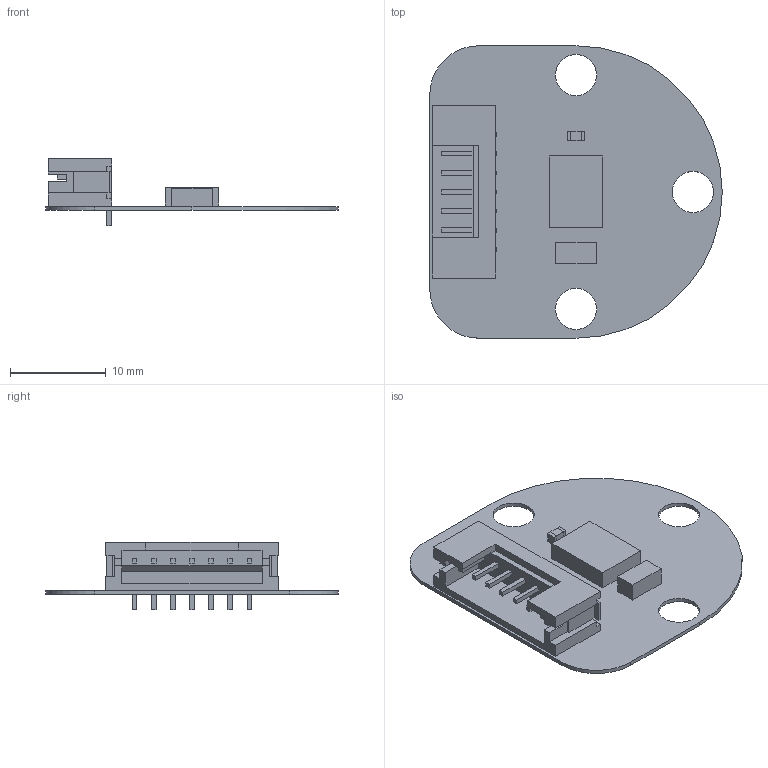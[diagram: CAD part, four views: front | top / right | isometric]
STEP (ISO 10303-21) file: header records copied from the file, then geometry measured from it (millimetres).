
FILE_DESCRIPTION(('Open CASCADE Model'),'2;1');
FILE_NAME('Open CASCADE Shape Model','2015-11-08T21:26:52',('Author'),( 'Open CASCADE'),'Open CASCADE STEP processor 6.8','Open CASCADE 6.8' ,'Unknown');
FILE_SCHEMA(('AUTOMOTIVE_DESIGN { 1 0 10303 214 1 1 1 1 }'));
Length unit declared in the file: millimetre
Products named in the file (15): PCB; Board; U1; 721928352; Extruded; JP1; B7B-PH-SM4-TB_RGB16777215; C2; 803291584; C1; 670396672; 670396832
Assembly tree (15 placements, depth 4):
  PCB
    Board
    U1
      721928352
        Extruded
    JP1
      B7B-PH-SM4-TB_RGB16777215
    C2
      803291584
        Extruded
    C1
      670396672  x2
        Extruded
      670396832
        Extruded
Bounding box: 30.48 x 30.48 x 7 mm (x, y, z)
Volume: 725.7 mm3; surface area: 2477.1 mm2
Topology: 7 solids, 7 shells, 169 faces, 438 edges, 290 vertices
Faces by surface type: plane 156, cylinder 13
Full cylindrical faces by diameter (mm): 0.711 x7, 4.3 x3
Entity records: 11998 total; most frequent: CARTESIAN_POINT 1895, DIRECTION 1636, LINE 1226, VECTOR 1226, ORIENTED_EDGE 852, PCURVE 852, DEFINITIONAL_REPRESENTATION 852, EDGE_CURVE 426
